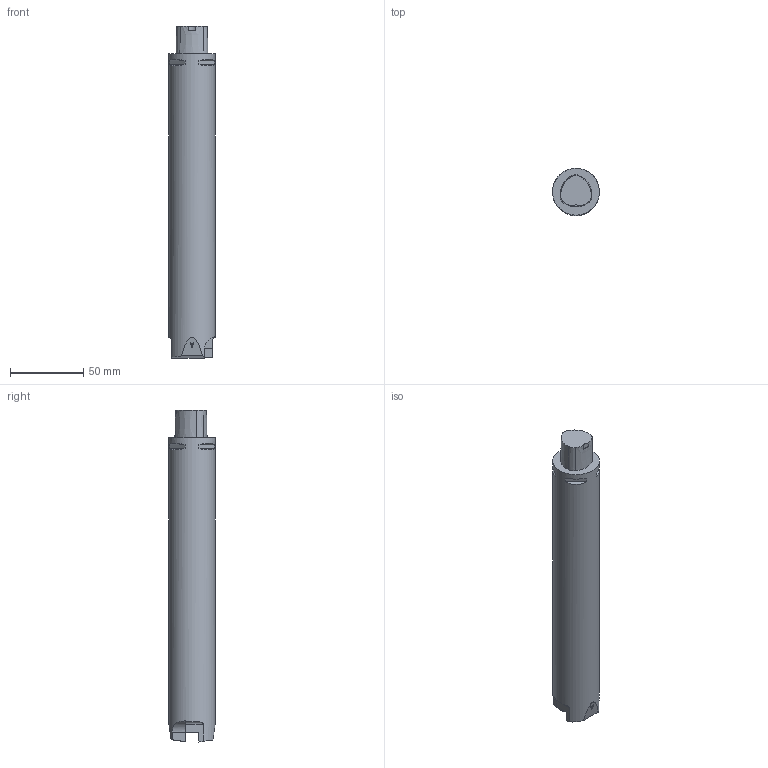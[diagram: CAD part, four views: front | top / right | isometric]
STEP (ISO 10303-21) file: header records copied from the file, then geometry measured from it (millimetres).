
FILE_DESCRIPTION(/* description */ (''),/* implementation_level */ '2;1');
FILE_NAME(/* name */ '1544793144678.stp',/* time_stamp */ '2018-12-14T14:12:38+01:00',/* author */ (''),/* organization */ ('SMS'),/* preprocessor_version */ 'ST-DEVELOPER v15',/* originating_system */ 'SIEMENS PLM Software NX 8.5',/* authorisation */ '');
FILE_SCHEMA (('AUTOMOTIVE_DESIGN { 1 0 10303 214 3 1 1 1 }'));
Length unit declared in the file: millimetre
Products named in the file (1): 201108576mod000_00
Bounding box: 32 x 32 x 227 mm (x, y, z)
Volume: 170167.7 mm3; surface area: 23844.3 mm2
Topology: 1 solids, 1 shells, 67 faces, 165 edges, 114 vertices
Faces by surface type: plane 47, extrusion 8, cylinder 6, cone 6
Full cylindrical faces by diameter (mm): 32 x1
Entity records: 2347 total; most frequent: CARTESIAN_POINT 723, ORIENTED_EDGE 326, DIRECTION 300, EDGE_CURVE 163, VERTEX_POINT 109, AXIS2_PLACEMENT_3D 101, VECTOR 98, LINE 90
